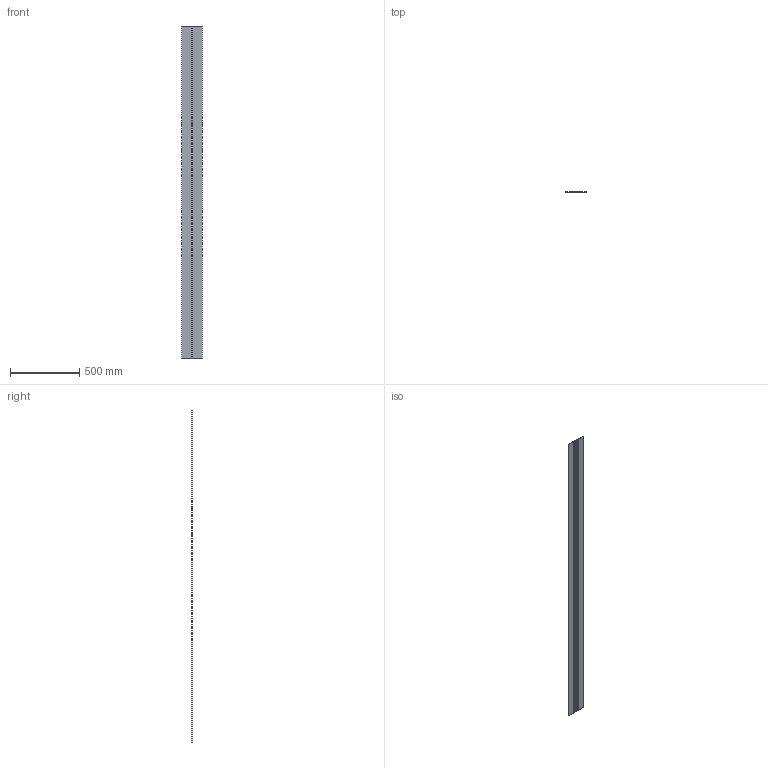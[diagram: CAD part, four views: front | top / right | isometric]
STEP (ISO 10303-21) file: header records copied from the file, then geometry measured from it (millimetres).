
FILE_DESCRIPTION(/* description */ (''),/* implementation_level */ '2;1');
FILE_NAME(/* name */ '22608_KriTec_Parkschiene_flach.stp',/* time_stamp */ '2021-03-29T15:11:56+02:00',/* author */ ('Nell'),/* organization */ (''),/* preprocessor_version */ 'ST-DEVELOPER v17',/* originating_system */ 'Autodesk Inventor 2018',/* authorisation */ '');
FILE_SCHEMA (('AUTOMOTIVE_DESIGN { 1 0 10303 214 3 1 1 }'));
Length unit declared in the file: millimetre
Products named in the file (2): 22611_KriTec_Parkschiene_flach_ hoch; 22611_2
Assembly tree (2 placements, depth 2):
  22611_KriTec_Parkschiene_flach_ hoch
    22611_2  x2
Bounding box: 150.88 x 6.5 x 2400 mm (x, y, z)
Volume: 1283979.1 mm3; surface area: 894016.7 mm2
Topology: 2 solids, 2 shells, 50 faces, 138 edges, 92 vertices
Faces by surface type: plane 30, cylinder 20
Entity records: 880 total; most frequent: DIRECTION 147, CARTESIAN_POINT 144, ORIENTED_EDGE 138, EDGE_CURVE 69, LINE 49, VECTOR 49, AXIS2_PLACEMENT_3D 49, VERTEX_POINT 46
